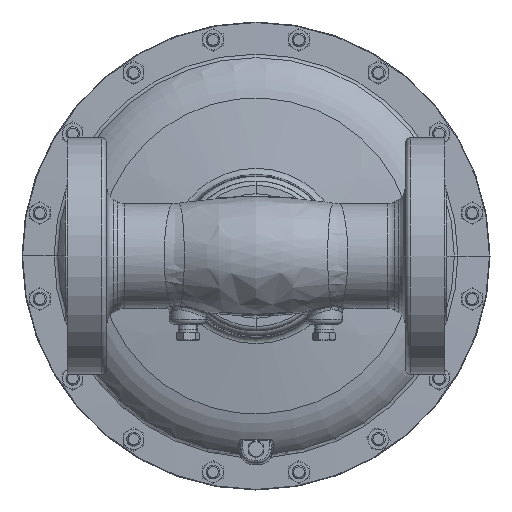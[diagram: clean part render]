
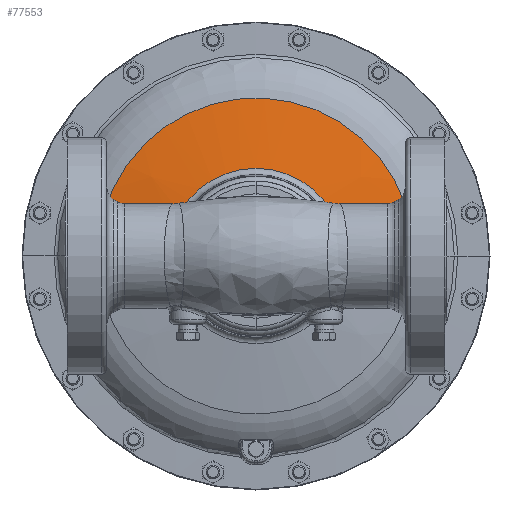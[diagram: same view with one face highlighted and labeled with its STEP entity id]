
A CAD part, front view. The second image highlights one B-rep face of the part: STEP entity #77553.
In plain terms, the highlighted spherical face has radius 584.2 mm.
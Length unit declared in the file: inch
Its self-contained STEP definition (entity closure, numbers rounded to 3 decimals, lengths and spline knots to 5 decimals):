
#958 = CARTESIAN_POINT ( 'NONE',  ( -3.44142, 8.15675, 0.12205 ) ) ;
#3693 = CARTESIAN_POINT ( 'NONE',  ( -3.97449, 8.25046, 0.56073 ) ) ;
#4163 = CARTESIAN_POINT ( 'NONE',  ( -3.56757, 8.17889, 0.37188 ) ) ;
#5544 = DIRECTION ( 'NONE',  ( 1., 0., 0. ) ) ;
#7200 = SPHERICAL_SURFACE ( 'NONE', #117167, 23. ) ;
#7643 = CIRCLE ( 'NONE', #121876, 4.34629 ) ;
#9879 = CIRCLE ( 'NONE', #123232, 23. ) ;
#11659 = CARTESIAN_POINT ( 'NONE',  ( -3.43211, 8.15512, 0.06149 ) ) ;
#13907 = CARTESIAN_POINT ( 'NONE',  ( -4.3229, 8.31191, 0.45036 ) ) ;
#14372 = CARTESIAN_POINT ( 'NONE',  ( -3.86585, 8.23133, 0.54848 ) ) ;
#14816 = CARTESIAN_POINT ( 'NONE',  ( -3.50429, 8.16779, 0.28188 ) ) ;
#17176 = DIRECTION ( 'NONE',  ( 0., 1., 0. ) ) ;
#17995 = VERTEX_POINT ( 'NONE', #38780 ) ;
#22392 = CARTESIAN_POINT ( 'NONE',  ( -3.42898, 8.15457, 0.01533 ) ) ;
#22604 = B_SPLINE_CURVE_WITH_KNOTS ( 'NONE', 3,
 ( #13907, #130166, #99092, #35302, #109778, #46019, #120407, #56696, #131098, #67397, #3693, #78149, #14372, #88826, #25092, #99560, #35766, #110224, #46474, #120886, #57150, #131529, #67868, #4163, #78597, #14816, #89301, #25561, #100010, #36233 ),
 .UNSPECIFIED., .F., .F.,
 ( 4, 2, 2, 2, 2, 2, 2, 2, 2, 2, 2, 2, 2, 2, 4 ),
 ( 0., 0.00337, 0.00505, 0.00673, 0.00841, 0.0101, 0.01346, 0.0143, 0.01514, 0.01683, 0.01851, 0.02019, 0.02356, 0.02524, 0.02692 ),
 .UNSPECIFIED. ) ;
#23156 = DIRECTION ( 'NONE',  ( 0., 0., -1. ) ) ;
#25092 = CARTESIAN_POINT ( 'NONE',  ( -3.80328, 8.22032, 0.52885 ) ) ;
#25561 = CARTESIAN_POINT ( 'NONE',  ( -3.47424, 8.16251, 0.22228 ) ) ;
#27386 = EDGE_CURVE ( 'NONE', #76309, #97825, #9879, .T. ) ;
#35302 = CARTESIAN_POINT ( 'NONE',  ( -4.18901, 8.28828, 0.52414 ) ) ;
#35766 = CARTESIAN_POINT ( 'NONE',  ( -3.7724, 8.21489, 0.51696 ) ) ;
#36233 = CARTESIAN_POINT ( 'NONE',  ( -3.45878, 8.1598, 0.18098 ) ) ;
#38780 = CARTESIAN_POINT ( 'NONE',  ( -4.3229, 8.31191, 0.45036 ) ) ;
#39112 = AXIS2_PLACEMENT_3D ( 'NONE', #53044, #127410, #63708 ) ;
#40507 = ORIENTED_EDGE ( 'NONE', *, *, #105277, .T. ) ;
#46019 = CARTESIAN_POINT ( 'NONE',  ( -4.12599, 8.27716, 0.544 ) ) ;
#46474 = CARTESIAN_POINT ( 'NONE',  ( -3.72275, 8.20616, 0.49357 ) ) ;
#47853 = CARTESIAN_POINT ( 'NONE',  ( 0., 30.89752, 0. ) ) ;
#53044 = CARTESIAN_POINT ( 'NONE',  ( 0., 30.89752, 0. ) ) ;
#53487 = CARTESIAN_POINT ( 'NONE',  ( -3.42898, 8.15457, 0. ) ) ;
#53938 = EDGE_CURVE ( 'NONE', #76309, #17995, #7643, .T. ) ;
#55200 = VERTEX_POINT ( 'NONE', #63919 ) ;
#55702 = AXIS2_PLACEMENT_3D ( 'NONE', #80934, #17176, #91620 ) ;
#56696 = CARTESIAN_POINT ( 'NONE',  ( -4.06173, 8.26583, 0.55621 ) ) ;
#57150 = CARTESIAN_POINT ( 'NONE',  ( -3.66703, 8.19636, 0.45913 ) ) ;
#58536 = DIRECTION ( 'NONE',  ( 0., 0., 1. ) ) ;
#62528 = DIRECTION ( 'NONE',  ( 0., -1., 0. ) ) ;
#63708 = DIRECTION ( 'NONE',  ( 1., 0., 0. ) ) ;
#63919 = CARTESIAN_POINT ( 'NONE',  ( -2.41202, 8.02435, 0. ) ) ;
#64229 = CARTESIAN_POINT ( 'NONE',  ( -3.44882, 8.15805, 0.15177 ) ) ;
#67397 = CARTESIAN_POINT ( 'NONE',  ( -3.99654, 8.25434, 0.56087 ) ) ;
#67868 = CARTESIAN_POINT ( 'NONE',  ( -3.61519, 8.18726, 0.41799 ) ) ;
#75425 = CARTESIAN_POINT ( 'NONE',  ( -3.43398, 8.15544, 0.07672 ) ) ;
#76309 = VERTEX_POINT ( 'NONE', #85494 ) ;
#77553 = ADVANCED_FACE ( 'NONE', ( #120353 ), #7200, .T. ) ;
#78149 = CARTESIAN_POINT ( 'NONE',  ( -3.90867, 8.23887, 0.55641 ) ) ;
#78597 = CARTESIAN_POINT ( 'NONE',  ( -3.53985, 8.17403, 0.33785 ) ) ;
#79785 = ORIENTED_EDGE ( 'NONE', *, *, #96885, .T. ) ;
#80752 = B_SPLINE_CURVE_WITH_KNOTS ( 'NONE', 3,
 ( #128362, #64229, #958, #75425, #11659, #86148, #22392, #96857 ),
 .UNSPECIFIED., .F., .F.,
 ( 4, 2, 2, 4 ),
 ( 0., 0.00233, 0.0035, 0.00467 ),
 .UNSPECIFIED. ) ;
#80934 = CARTESIAN_POINT ( 'NONE',  ( 0., 8.02435, 0. ) ) ;
#82832 = VERTEX_POINT ( 'NONE', #92922 ) ;
#85494 = CARTESIAN_POINT ( 'NONE',  ( 4.34629, 8.31191, 0. ) ) ;
#86148 = CARTESIAN_POINT ( 'NONE',  ( -3.4296, 8.15468, 0.03077 ) ) ;
#86906 = CARTESIAN_POINT ( 'NONE',  ( 0., 30.89752, 0. ) ) ;
#88826 = CARTESIAN_POINT ( 'NONE',  ( -3.81365, 8.22214, 0.53238 ) ) ;
#89301 = CARTESIAN_POINT ( 'NONE',  ( -3.49341, 8.16587, 0.26226 ) ) ;
#91620 = DIRECTION ( 'NONE',  ( 1., 0., 0. ) ) ;
#92922 = CARTESIAN_POINT ( 'NONE',  ( -3.45878, 8.1598, 0.18098 ) ) ;
#94185 = CIRCLE ( 'NONE', #55702, 2.41202 ) ;
#95775 = CARTESIAN_POINT ( 'NONE',  ( 2.41202, 8.02435, 0. ) ) ;
#96857 = CARTESIAN_POINT ( 'NONE',  ( -3.42898, 8.15457, 0. ) ) ;
#96885 = EDGE_CURVE ( 'NONE', #82832, #105334, #80752, .T. ) ;
#97619 = DIRECTION ( 'NONE',  ( -1., 0., 0. ) ) ;
#97825 = VERTEX_POINT ( 'NONE', #95775 ) ;
#98349 = ORIENTED_EDGE ( 'NONE', *, *, #27386, .F. ) ;
#99092 = CARTESIAN_POINT ( 'NONE',  ( -4.24929, 8.29891, 0.49843 ) ) ;
#99560 = CARTESIAN_POINT ( 'NONE',  ( -3.78266, 8.21669, 0.52115 ) ) ;
#100010 = CARTESIAN_POINT ( 'NONE',  ( -3.4659, 8.16105, 0.20184 ) ) ;
#100642 = EDGE_LOOP ( 'NONE', ( #79785, #40507, #134409, #98349, #103354, #137632 ) ) ;
#103354 = ORIENTED_EDGE ( 'NONE', *, *, #53938, .T. ) ;
#105277 = EDGE_CURVE ( 'NONE', #105334, #55200, #132004, .T. ) ;
#105334 = VERTEX_POINT ( 'NONE', #53487 ) ;
#105544 = EDGE_CURVE ( 'NONE', #17995, #82832, #22604, .T. ) ;
#109778 = CARTESIAN_POINT ( 'NONE',  ( -4.1683, 8.28462, 0.53158 ) ) ;
#110224 = CARTESIAN_POINT ( 'NONE',  ( -3.74221, 8.20958, 0.50359 ) ) ;
#117167 = AXIS2_PLACEMENT_3D ( 'NONE', #47853, #58536, #5544 ) ;
#120353 = FACE_OUTER_BOUND ( 'NONE', #100642, .T. ) ;
#120407 = CARTESIAN_POINT ( 'NONE',  ( -4.10467, 8.2734, 0.54891 ) ) ;
#120886 = CARTESIAN_POINT ( 'NONE',  ( -3.68516, 8.19955, 0.47134 ) ) ;
#121876 = AXIS2_PLACEMENT_3D ( 'NONE', #126244, #62528, #136925 ) ;
#123232 = AXIS2_PLACEMENT_3D ( 'NONE', #86906, #23156, #97619 ) ;
#126244 = CARTESIAN_POINT ( 'NONE',  ( 0., 8.31191, 0. ) ) ;
#127410 = DIRECTION ( 'NONE',  ( 0., 0., 1. ) ) ;
#128362 = CARTESIAN_POINT ( 'NONE',  ( -3.45878, 8.1598, 0.18098 ) ) ;
#130166 = CARTESIAN_POINT ( 'NONE',  ( -4.28725, 8.30562, 0.47677 ) ) ;
#130984 = EDGE_CURVE ( 'NONE', #55200, #97825, #94185, .T. ) ;
#131098 = CARTESIAN_POINT ( 'NONE',  ( -4.0401, 8.26202, 0.5586 ) ) ;
#131529 = CARTESIAN_POINT ( 'NONE',  ( -3.63209, 8.19023, 0.43252 ) ) ;
#132004 = CIRCLE ( 'NONE', #39112, 23. ) ;
#134409 = ORIENTED_EDGE ( 'NONE', *, *, #130984, .T. ) ;
#136925 = DIRECTION ( 'NONE',  ( -1., 0., 0. ) ) ;
#137632 = ORIENTED_EDGE ( 'NONE', *, *, #105544, .T. ) ;
